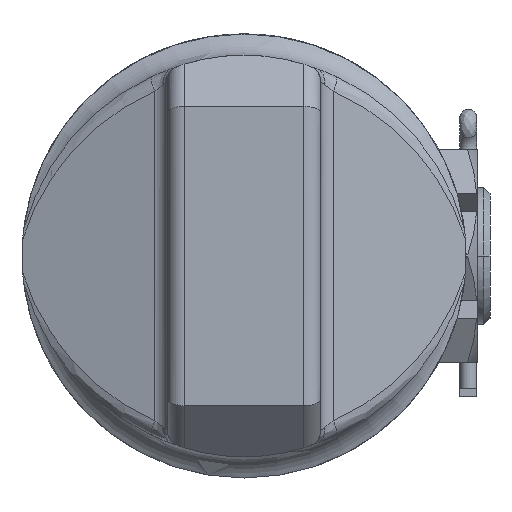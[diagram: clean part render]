
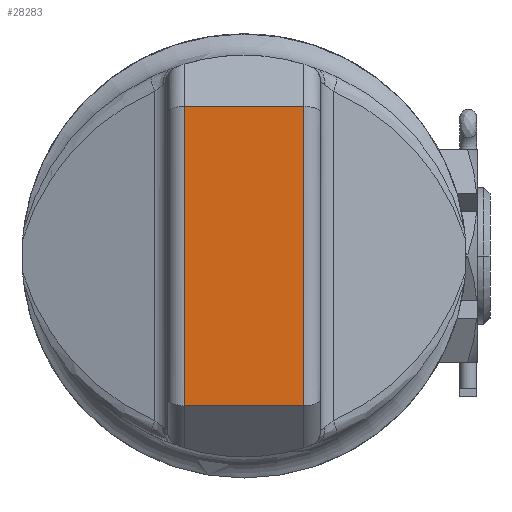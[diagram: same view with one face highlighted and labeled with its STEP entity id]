
A CAD part, front view. The second image highlights one B-rep face of the part: STEP entity #28283.
In plain terms, the highlighted planar face has unit normal (0, -1, 0).
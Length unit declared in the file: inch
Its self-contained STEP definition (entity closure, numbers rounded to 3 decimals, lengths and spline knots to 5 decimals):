
#6527=DIRECTION('',(0.,0.,1.));
#6528=VECTOR('',#6527,4.38);
#6529=CARTESIAN_POINT('',(0.875,-19.125,-2.19));
#6530=LINE('',#6529,#6528);
#6622=DIRECTION('',(1.,0.,0.));
#6623=VECTOR('',#6622,1.75);
#6624=CARTESIAN_POINT('',(-0.875,-19.125,-2.19));
#6625=LINE('',#6624,#6623);
#6629=DIRECTION('',(1.,0.,0.));
#6630=VECTOR('',#6629,1.75);
#6631=CARTESIAN_POINT('',(-0.875,-19.125,2.19));
#6632=LINE('',#6631,#6630);
#7640=DIRECTION('',(0.,0.,-1.));
#7641=VECTOR('',#7640,4.38);
#7642=CARTESIAN_POINT('',(-0.875,-19.125,2.19));
#7643=LINE('',#7642,#7641);
#24511=CARTESIAN_POINT('',(0.875,-19.125,-2.19));
#24512=VERTEX_POINT('',#24511);
#24513=CARTESIAN_POINT('',(0.875,-19.125,2.19));
#24514=VERTEX_POINT('',#24513);
#24535=CARTESIAN_POINT('',(-0.875,-19.125,-2.19));
#24537=VERTEX_POINT('',#24535);
#24539=CARTESIAN_POINT('',(-0.875,-19.125,2.19));
#24540=VERTEX_POINT('',#24539);
#28269=CARTESIAN_POINT('',(0.,-19.125,0.));
#28270=DIRECTION('',(0.,-1.,0.));
#28271=DIRECTION('',(1.,0.,0.));
#28272=AXIS2_PLACEMENT_3D('',#28269,#28270,#28271);
#28273=PLANE('',#28272);
#28274=ORIENTED_EDGE('',*,*,#28260,.F.);
#28276=ORIENTED_EDGE('',*,*,#28275,.F.);
#28278=ORIENTED_EDGE('',*,*,#28277,.F.);
#28280=ORIENTED_EDGE('',*,*,#28279,.T.);
#28281=EDGE_LOOP('',(#28274,#28276,#28278,#28280));
#28282=FACE_OUTER_BOUND('',#28281,.F.);
#28260=EDGE_CURVE('',#24512,#24514,#6530,.T.);
#28275=EDGE_CURVE('',#24537,#24512,#6625,.T.);
#28277=EDGE_CURVE('',#24540,#24537,#7643,.T.);
#28279=EDGE_CURVE('',#24540,#24514,#6632,.T.);
#28283=ADVANCED_FACE('',(#28282),#28273,.T.);
